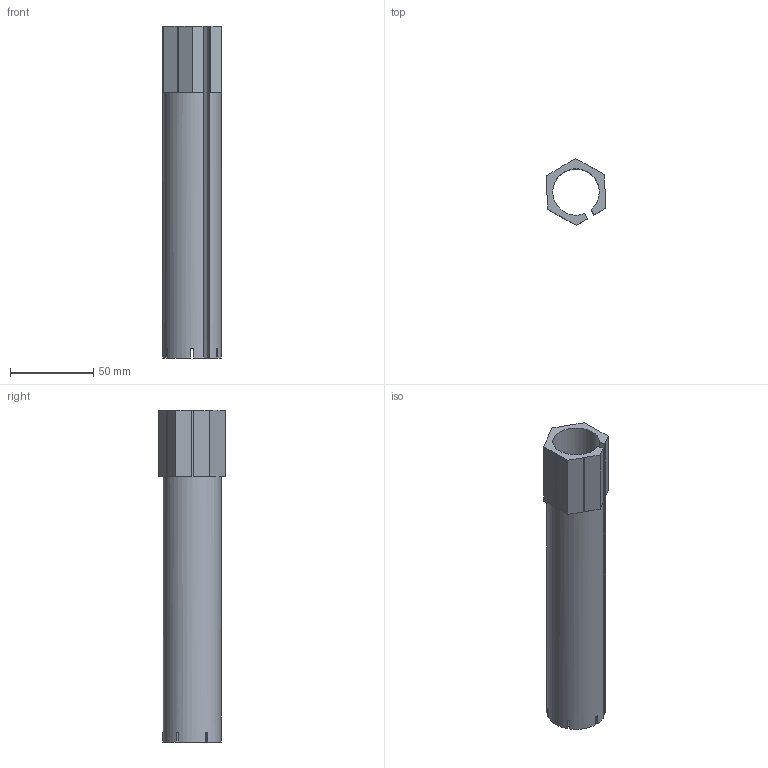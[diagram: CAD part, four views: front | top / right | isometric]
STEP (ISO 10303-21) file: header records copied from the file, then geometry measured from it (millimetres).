
FILE_DESCRIPTION(/* description */ (''),/* implementation_level */ '2;1');
FILE_NAME(/* name */ 'Faucet Straightener v4.stp',/* time_stamp */ '2022-09-22T11:50:00+02:00',/* author */ (''),/* organization */ (''),/* preprocessor_version */ 'ST-DEVELOPER v19',/* originating_system */ 'Autodesk Translation Framework v11.7.0.108',/* authorisation */ '');
FILE_SCHEMA (('AUTOMOTIVE_DESIGN { 1 0 10303 214 3 1 1 }'));
Length unit declared in the file: millimetre
Products named in the file (1): Faucet Straightener
Bounding box: 35.32 x 40.39 x 200 mm (x, y, z)
Volume: 69828.3 mm3; surface area: 40644.5 mm2
Topology: 1 solids, 1 shells, 50 faces, 142 edges, 94 vertices
Faces by surface type: plane 48, cylinder 2
Entity records: 1661 total; most frequent: CARTESIAN_POINT 287, ORIENTED_EDGE 284, DIRECTION 282, EDGE_CURVE 142, LINE 104, VECTOR 104, VERTEX_POINT 94, AXIS2_PLACEMENT_3D 89
